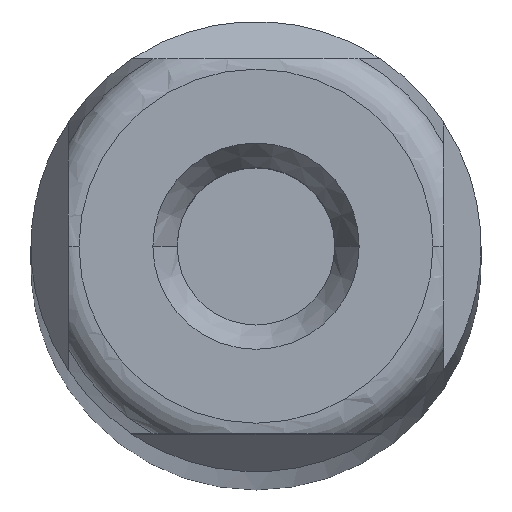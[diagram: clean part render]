
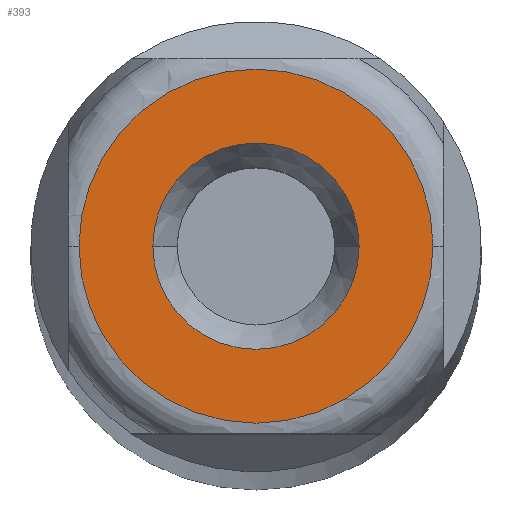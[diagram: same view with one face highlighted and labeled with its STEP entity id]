
A CAD part, top view. The second image highlights one B-rep face of the part: STEP entity #393.
In plain terms, the highlighted planar face has unit normal (0, 0, 1).
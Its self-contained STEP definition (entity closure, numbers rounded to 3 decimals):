
#22 = EDGE_LOOP ( 'NONE', ( #1295, #1260 ) ) ;
#69 = EDGE_CURVE ( 'NONE', #1270, #1245, #845, .T. ) ;
#119 = VERTEX_POINT ( 'NONE', #547 ) ;
#138 = EDGE_CURVE ( 'NONE', #119, #139, #685, .T. ) ;
#139 = VERTEX_POINT ( 'NONE', #691 ) ;
#225 = ORIENTED_EDGE ( 'NONE', *, *, #992, .F. ) ;
#251 = EDGE_LOOP ( 'NONE', ( #937, #225 ) ) ;
#393 = ADVANCED_FACE ( 'NONE', ( #563, #564 ), #565, .F. ) ;
#547 = CARTESIAN_POINT ( 'NONE',  ( 4.72, 0., 0. ) ) ;
#563 = FACE_BOUND ( 'NONE', #251, .T. ) ;
#564 = FACE_OUTER_BOUND ( 'NONE', #22, .T. ) ;
#565 = PLANE ( 'NONE',  #566 ) ;
#566 = AXIS2_PLACEMENT_3D ( 'NONE', #567, #568, #569 ) ;
#567 = CARTESIAN_POINT ( 'NONE',  ( 0., 0., 0. ) ) ;
#568 = DIRECTION ( 'NONE',  ( 0., 0., -1. ) ) ;
#569 = DIRECTION ( 'NONE',  ( -1., 0., 0. ) ) ;
#685 = CIRCLE ( 'NONE', #686, 4.72 ) ;
#686 = AXIS2_PLACEMENT_3D ( 'NONE', #687, #688, #689 ) ;
#687 = CARTESIAN_POINT ( 'NONE',  ( 0., 0., 0. ) ) ;
#688 = DIRECTION ( 'NONE',  ( 0., 0., 1. ) ) ;
#689 = DIRECTION ( 'NONE',  ( 1., 0., 0. ) ) ;
#691 = CARTESIAN_POINT ( 'NONE',  ( -4.72, 0., 0. ) ) ;
#693 = CARTESIAN_POINT ( 'NONE',  ( -2.75, 0., 0. ) ) ;
#730 = EDGE_CURVE ( 'NONE', #139, #119, #748, .T. ) ;
#748 = CIRCLE ( 'NONE', #749, 4.72 ) ;
#749 = AXIS2_PLACEMENT_3D ( 'NONE', #750, #751, #752 ) ;
#750 = CARTESIAN_POINT ( 'NONE',  ( 0., 0., 0. ) ) ;
#751 = DIRECTION ( 'NONE',  ( 0., 0., 1. ) ) ;
#752 = DIRECTION ( 'NONE',  ( 1., 0., 0. ) ) ;
#845 = CIRCLE ( 'NONE', #846, 2.75 ) ;
#846 = AXIS2_PLACEMENT_3D ( 'NONE', #847, #848, #852 ) ;
#847 = CARTESIAN_POINT ( 'NONE',  ( 0., 0., 0. ) ) ;
#848 = DIRECTION ( 'NONE',  ( 0., 0., 1. ) ) ;
#852 = DIRECTION ( 'NONE',  ( 1., 0., 0. ) ) ;
#853 = CARTESIAN_POINT ( 'NONE',  ( 2.75, 0., 0. ) ) ;
#937 = ORIENTED_EDGE ( 'NONE', *, *, #69, .F. ) ;
#970 = CIRCLE ( 'NONE', #971, 2.75 ) ;
#971 = AXIS2_PLACEMENT_3D ( 'NONE', #972, #973, #975 ) ;
#972 = CARTESIAN_POINT ( 'NONE',  ( 0., 0., 0. ) ) ;
#973 = DIRECTION ( 'NONE',  ( 0., 0., 1. ) ) ;
#975 = DIRECTION ( 'NONE',  ( 1., 0., 0. ) ) ;
#992 = EDGE_CURVE ( 'NONE', #1245, #1270, #970, .T. ) ;
#1245 = VERTEX_POINT ( 'NONE', #693 ) ;
#1260 = ORIENTED_EDGE ( 'NONE', *, *, #730, .T. ) ;
#1270 = VERTEX_POINT ( 'NONE', #853 ) ;
#1295 = ORIENTED_EDGE ( 'NONE', *, *, #138, .T. ) ;
